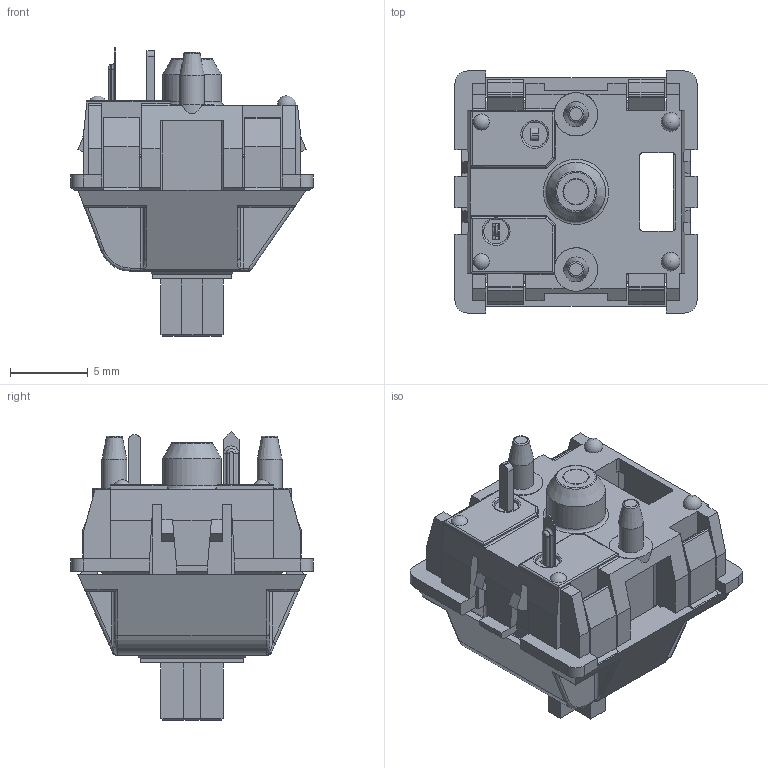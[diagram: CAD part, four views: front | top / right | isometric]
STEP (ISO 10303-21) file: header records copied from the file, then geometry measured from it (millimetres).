
FILE_DESCRIPTION(/* description */ (''),/* implementation_level */ '2;1');
FILE_NAME(/* name */ 'asm_mx_asm_PCB v2.step',/* time_stamp */ '2022-05-19T17:46:01+02:00',/* author */ (''),/* organization */ (''),/* preprocessor_version */ 'ST-DEVELOPER v18.1',/* originating_system */ 'Autodesk Translation Framework v10.14.0.1471',/* authorisation */ '');
FILE_SCHEMA (('AUTOMOTIVE_DESIGN { 1 0 10303 214 3 1 1 }'));
Length unit declared in the file: millimetre
Products named in the file (7): asm_mx_asm_PCB; MX_DOWN; MX_UP; UP_MX; MX_PIN; MX_SPRING; MX_CLICK
Assembly tree (6 placements, depth 2):
  asm_mx_asm_PCB
    MX_DOWN
    MX_UP
    UP_MX
    MX_PIN
    MX_SPRING
    MX_CLICK
Bounding box: 15.6 x 15.6 x 18.6 mm (x, y, z)
Volume: 1003.4 mm3; surface area: 3262.6 mm2
Topology: 7 solids, 7 shells, 918 faces, 2425 edges, 1533 vertices
Faces by surface type: plane 584, cylinder 243, bspline 31, torus 28, sphere 26, cone 6
Full cylindrical faces by diameter (mm): 1.2 x1, 1.6 x5, 2 x1, 2.6 x1, 3.2 x1, 3.8 x1, 4.8 x1
Entity records: 42534 total; most frequent: CARTESIAN_POINT 19383, ORIENTED_EDGE 4846, DIRECTION 4710, EDGE_CURVE 2423, LINE 1822, VECTOR 1822, VERTEX_POINT 1533, AXIS2_PLACEMENT_3D 1444
